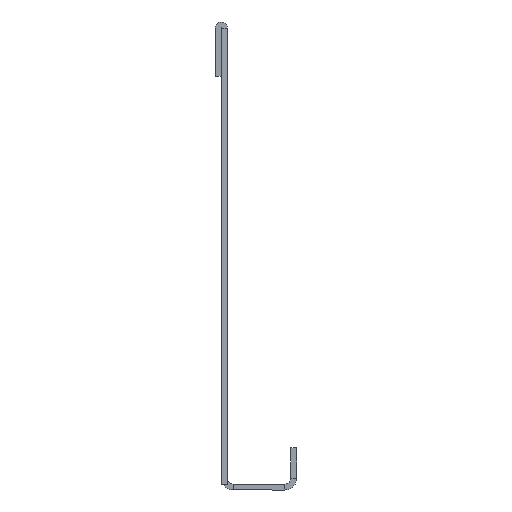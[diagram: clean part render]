
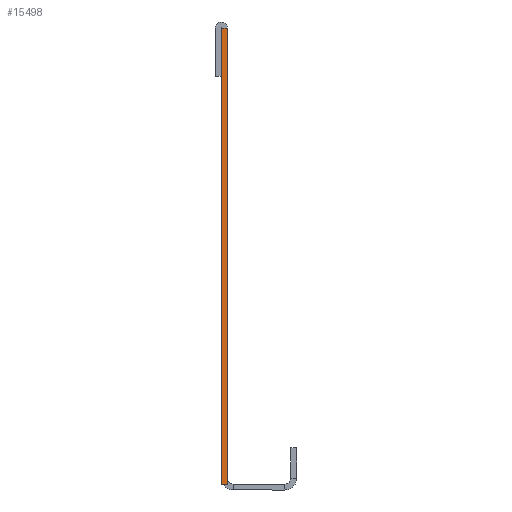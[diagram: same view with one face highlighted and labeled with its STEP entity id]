
A CAD part, left-side view. The second image highlights one B-rep face of the part: STEP entity #15498.
In plain terms, the highlighted planar face has unit normal (-1, 0, 0).
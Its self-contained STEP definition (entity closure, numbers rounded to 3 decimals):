
#286 = DIRECTION ( 'NONE',  ( 0., 0., 1. ) ) ;
#608 = EDGE_CURVE ( 'NONE', #3622, #7311, #3379, .T. ) ;
#1106 = DIRECTION ( 'NONE',  ( -1., 0., 0. ) ) ;
#1383 = EDGE_LOOP ( 'NONE', ( #7687, #4343, #3187, #5459 ) ) ;
#1682 = DIRECTION ( 'NONE',  ( 0., 0., 1. ) ) ;
#2602 = CARTESIAN_POINT ( 'NONE',  ( -500., 0., -53.325 ) ) ;
#3187 = ORIENTED_EDGE ( 'NONE', *, *, #5227, .F. ) ;
#3292 = LINE ( 'NONE', #5582, #7257 ) ;
#3379 = LINE ( 'NONE', #14982, #6078 ) ;
#3622 = VERTEX_POINT ( 'NONE', #15960 ) ;
#4343 = ORIENTED_EDGE ( 'NONE', *, *, #16751, .F. ) ;
#4958 = VERTEX_POINT ( 'NONE', #12734 ) ;
#5227 = EDGE_CURVE ( 'NONE', #3622, #10893, #9443, .T. ) ;
#5459 = ORIENTED_EDGE ( 'NONE', *, *, #608, .T. ) ;
#5582 = CARTESIAN_POINT ( 'NONE',  ( -500., 0., 51.925 ) ) ;
#6078 = VECTOR ( 'NONE', #286, 1000. ) ;
#6447 = PLANE ( 'NONE',  #15615 ) ;
#7257 = VECTOR ( 'NONE', #14940, 1000. ) ;
#7311 = VERTEX_POINT ( 'NONE', #16676 ) ;
#7687 = ORIENTED_EDGE ( 'NONE', *, *, #17289, .F. ) ;
#8943 = VECTOR ( 'NONE', #1682, 1000. ) ;
#9117 = CARTESIAN_POINT ( 'NONE',  ( -500., -1.35, -53.325 ) ) ;
#9443 = LINE ( 'NONE', #11887, #16594 ) ;
#10470 = DIRECTION ( 'NONE',  ( 0., 0., 1. ) ) ;
#10893 = VERTEX_POINT ( 'NONE', #2602 ) ;
#11887 = CARTESIAN_POINT ( 'NONE',  ( -500., -1.35, -53.325 ) ) ;
#12501 = LINE ( 'NONE', #16379, #8943 ) ;
#12734 = CARTESIAN_POINT ( 'NONE',  ( -500., 0., 51.925 ) ) ;
#13252 = DIRECTION ( 'NONE',  ( 0., 1., 0. ) ) ;
#13836 = FACE_OUTER_BOUND ( 'NONE', #1383, .T. ) ;
#14940 = DIRECTION ( 'NONE',  ( 0., -1., 0. ) ) ;
#14982 = CARTESIAN_POINT ( 'NONE',  ( -500., -1.35, -53.325 ) ) ;
#15498 = ADVANCED_FACE ( 'NONE', ( #13836 ), #6447, .T. ) ;
#15615 = AXIS2_PLACEMENT_3D ( 'NONE', #9117, #1106, #10470 ) ;
#15960 = CARTESIAN_POINT ( 'NONE',  ( -500., -1.35, -53.325 ) ) ;
#16379 = CARTESIAN_POINT ( 'NONE',  ( -500., 0., -53.325 ) ) ;
#16594 = VECTOR ( 'NONE', #13252, 1000. ) ;
#16676 = CARTESIAN_POINT ( 'NONE',  ( -500., -1.35, 51.925 ) ) ;
#16751 = EDGE_CURVE ( 'NONE', #10893, #4958, #12501, .T. ) ;
#17289 = EDGE_CURVE ( 'NONE', #4958, #7311, #3292, .T. ) ;
